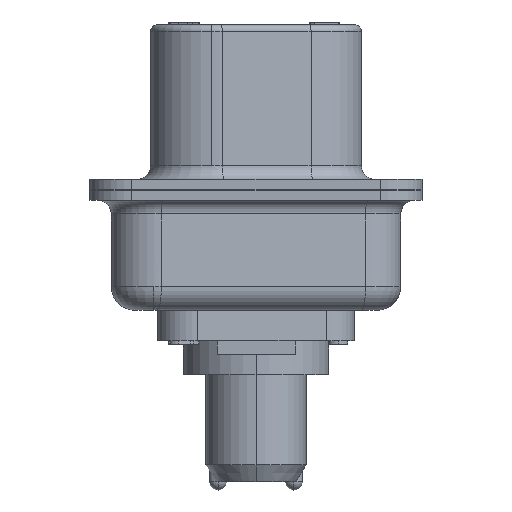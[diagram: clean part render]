
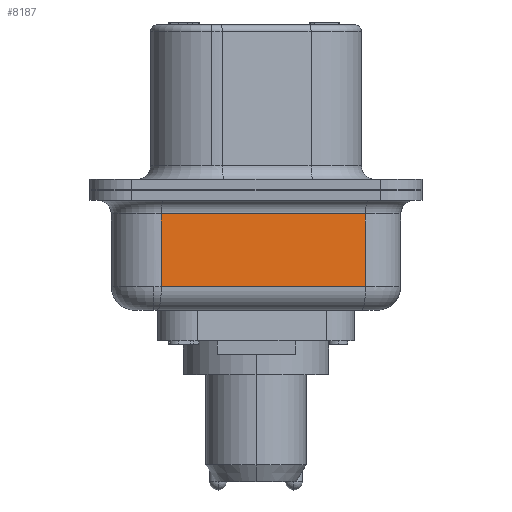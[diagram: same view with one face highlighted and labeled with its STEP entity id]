
A CAD part, left-side view. The second image highlights one B-rep face of the part: STEP entity #8187.
In plain terms, the highlighted planar face has unit normal (-0.985, -0.174, 0).
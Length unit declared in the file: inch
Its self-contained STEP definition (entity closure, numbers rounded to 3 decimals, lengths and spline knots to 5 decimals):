
#8187 = ADVANCED_FACE ( 'NONE', ( #38421 ), #34181, .F. ) ;
#14497 = CARTESIAN_POINT ( 'NONE',  ( -0.79596, 0.13956, -0.0355 ) ) ;
#14624 = CARTESIAN_POINT ( 'NONE',  ( -0.74289, -0.16144, -0.0355 ) ) ;
#15059 = DIRECTION ( 'NONE',  ( 0., 0., 1. ) ) ;
#15065 = CARTESIAN_POINT ( 'NONE',  ( -0.74289, -0.16144, -0.1775 ) ) ;
#15068 = DIRECTION ( 'NONE',  ( -0.174, 0.985, 0. ) ) ;
#15072 = CARTESIAN_POINT ( 'NONE',  ( -0.79596, 0.13956, -0.0355 ) ) ;
#15078 = CARTESIAN_POINT ( 'NONE',  ( -0.79596, 0.13956, -0.1775 ) ) ;
#15079 = DIRECTION ( 'NONE',  ( 0., 0., 1. ) ) ;
#15080 = CARTESIAN_POINT ( 'NONE',  ( -0.74289, -0.16144, -0.1425 ) ) ;
#15081 = DIRECTION ( 'NONE',  ( 0.174, -0.985, 0. ) ) ;
#16648 = LINE ( 'NONE', #15065, #16650 ) ;
#16650 = VECTOR ( 'NONE', #15059, 39.37008 ) ;
#16651 = LINE ( 'NONE', #15072, #16653 ) ;
#16652 = LINE ( 'NONE', #15078, #16655 ) ;
#16653 = VECTOR ( 'NONE', #15068, 39.37008 ) ;
#16654 = LINE ( 'NONE', #15080, #16657 ) ;
#16655 = VECTOR ( 'NONE', #15079, 39.37008 ) ;
#16657 = VECTOR ( 'NONE', #15081, 39.37008 ) ;
#17930 = ORIENTED_EDGE ( 'NONE', *, *, #30871, .T. ) ;
#17931 = ORIENTED_EDGE ( 'NONE', *, *, #30873, .T. ) ;
#17932 = ORIENTED_EDGE ( 'NONE', *, *, #30874, .F. ) ;
#17933 = ORIENTED_EDGE ( 'NONE', *, *, #30875, .T. ) ;
#20109 = CARTESIAN_POINT ( 'NONE',  ( -0.74289, -0.16144, -0.1425 ) ) ;
#20117 = CARTESIAN_POINT ( 'NONE',  ( -0.79596, 0.13956, -0.1425 ) ) ;
#25139 = AXIS2_PLACEMENT_3D ( 'NONE', #34179, #34184, #34185 ) ;
#25789 = VERTEX_POINT ( 'NONE', #14497 ) ;
#25916 = VERTEX_POINT ( 'NONE', #14624 ) ;
#30871 = EDGE_CURVE ( 'NONE', #37184, #25916, #16648, .T. ) ;
#30873 = EDGE_CURVE ( 'NONE', #25916, #25789, #16651, .T. ) ;
#30874 = EDGE_CURVE ( 'NONE', #37192, #25789, #16652, .T. ) ;
#30875 = EDGE_CURVE ( 'NONE', #37192, #37184, #16654, .T. ) ;
#33263 = EDGE_LOOP ( 'NONE', ( #17930, #17931, #17932, #17933 ) ) ;
#34179 = CARTESIAN_POINT ( 'NONE',  ( -0.79596, 0.13956, -0.1775 ) ) ;
#34181 = PLANE ( 'NONE',  #25139 ) ;
#34184 = DIRECTION ( 'NONE',  ( 0.985, 0.174, 0. ) ) ;
#34185 = DIRECTION ( 'NONE',  ( -0.174, 0.985, 0. ) ) ;
#37184 = VERTEX_POINT ( 'NONE', #20109 ) ;
#37192 = VERTEX_POINT ( 'NONE', #20117 ) ;
#38421 = FACE_OUTER_BOUND ( 'NONE', #33263, .T. ) ;
